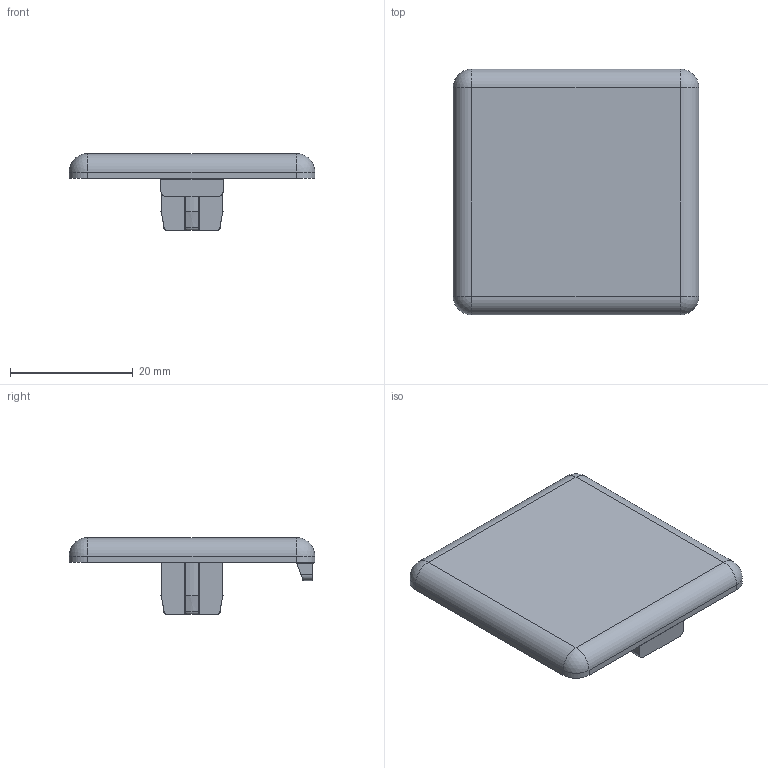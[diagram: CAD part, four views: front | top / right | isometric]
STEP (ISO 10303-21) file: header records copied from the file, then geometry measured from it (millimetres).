
FILE_DESCRIPTION(/* description */ ('Záslepka 40x40, řada 40-10'),/* implementation_level */ '2;1');
FILE_NAME(/* name */ '224040.10.stp',/* time_stamp */ '2024-01-16T17:36:36+01:00',/* author */ ('aluteckkpl_kk'),/* organization */ (''),/* preprocessor_version */ 'ST-DEVELOPER v18.1',/* originating_system */ 'Autodesk Inventor 2021',/* authorisation */ '');
FILE_SCHEMA (('AUTOMOTIVE_DESIGN { 1 0 10303 214 3 1 1 }'));
Length unit declared in the file: millimetre
Products named in the file (1): 224040.10
Bounding box: 40 x 40 x 12.5 mm (x, y, z)
Volume: 5328.1 mm3; surface area: 4163.5 mm2
Topology: 1 solids, 1 shells, 58 faces, 146 edges, 92 vertices
Faces by surface type: plane 25, cylinder 21, torus 4, cone 4, sphere 4
Entity records: 1819 total; most frequent: CARTESIAN_POINT 385, DIRECTION 296, ORIENTED_EDGE 292, EDGE_CURVE 146, AXIS2_PLACEMENT_3D 107, VERTEX_POINT 92, LINE 82, VECTOR 82
